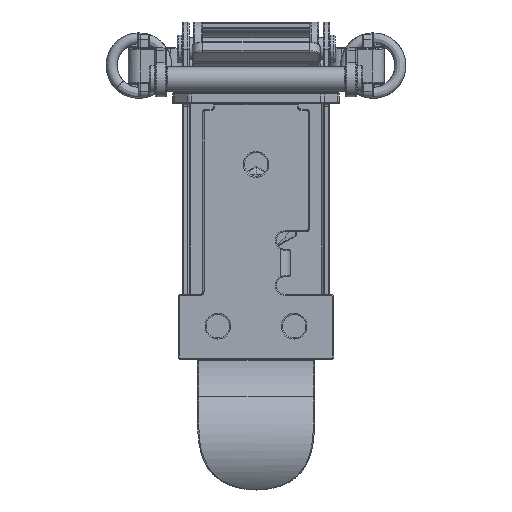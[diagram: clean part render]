
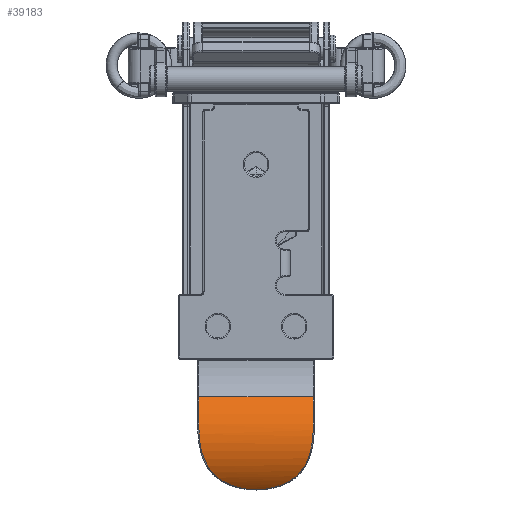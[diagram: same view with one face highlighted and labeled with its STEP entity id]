
A CAD part, front view. The second image highlights one B-rep face of the part: STEP entity #39183.
In plain terms, the highlighted cylindrical face has radius 12.467 mm (diameter 24.934 mm), a partial arc.
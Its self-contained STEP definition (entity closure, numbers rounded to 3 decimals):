
#13 = DIRECTION ( 'NONE',  ( -1., 0., 0. ) ) ;
#38 = CARTESIAN_POINT ( 'NONE',  ( -9.882, 7.663, -48.63 ) ) ;
#149 = DIRECTION ( 'NONE',  ( 0., 0., 1. ) ) ;
#300 = CARTESIAN_POINT ( 'NONE',  ( -5.917, 9.831, -53.86 ) ) ;
#599 = VERTEX_POINT ( 'NONE', #22527 ) ;
#1531 = CARTESIAN_POINT ( 'NONE',  ( 10.162, 7.526, -47.47 ) ) ;
#2292 = CARTESIAN_POINT ( 'NONE',  ( -3.841, 10.515, -54.715 ) ) ;
#2965 = CARTESIAN_POINT ( 'NONE',  ( -10.352, 7.478, -46.323 ) ) ;
#3099 = CARTESIAN_POINT ( 'NONE',  ( -10.5, 7.966, -43.206 ) ) ;
#3227 = FACE_OUTER_BOUND ( 'NONE', #36911, .T. ) ;
#5375 = CARTESIAN_POINT ( 'NONE',  ( -8.387, 8.585, -51.682 ) ) ;
#5768 = CARTESIAN_POINT ( 'NONE',  ( -10.5, 19.967, -46.585 ) ) ;
#5980 = CARTESIAN_POINT ( 'NONE',  ( -10.5, 7.966, -43.206 ) ) ;
#6176 = CARTESIAN_POINT ( 'NONE',  ( -5.257, 10.088, -54.196 ) ) ;
#7061 = CYLINDRICAL_SURFACE ( 'NONE', #33478, 12.467 ) ;
#8348 = CARTESIAN_POINT ( 'NONE',  ( 10.5, 10.718, -38.225 ) ) ;
#8434 = CARTESIAN_POINT ( 'NONE',  ( -7.681, 8.99, -52.528 ) ) ;
#9114 = CARTESIAN_POINT ( 'NONE',  ( -10.246, 7.487, -47.101 ) ) ;
#10466 = CARTESIAN_POINT ( 'NONE',  ( 0., 11.009, -55.255 ) ) ;
#11514 = CARTESIAN_POINT ( 'NONE',  ( -10.5, 7.751, -43.97 ) ) ;
#12317 = CARTESIAN_POINT ( 'NONE',  ( -10.48, 7.611, -44.747 ) ) ;
#12643 = CIRCLE ( 'NONE', #17874, 12.467 ) ;
#12723 = EDGE_CURVE ( 'NONE', #14638, #599, #22806, .T. ) ;
#13553 = CARTESIAN_POINT ( 'NONE',  ( 6.85, 9.407, -53.216 ) ) ;
#14638 = VERTEX_POINT ( 'NONE', #5980 ) ;
#14733 = CARTESIAN_POINT ( 'NONE',  ( 10.5, 7.966, -43.206 ) ) ;
#14859 = EDGE_CURVE ( 'NONE', #599, #15971, #25803, .T. ) ;
#14867 = CARTESIAN_POINT ( 'NONE',  ( 10.48, 7.612, -44.74 ) ) ;
#15971 = VERTEX_POINT ( 'NONE', #24820 ) ;
#16319 = CARTESIAN_POINT ( 'NONE',  ( 5.265, 10.071, -54.171 ) ) ;
#16474 = ORIENTED_EDGE ( 'NONE', *, *, #26496, .T. ) ;
#16576 = CARTESIAN_POINT ( 'NONE',  ( 10.5, 19.967, -46.585 ) ) ;
#16713 = CARTESIAN_POINT ( 'NONE',  ( 9.018, 8.201, -50.72 ) ) ;
#17874 = AXIS2_PLACEMENT_3D ( 'NONE', #16576, #22451, #19017 ) ;
#18570 = CARTESIAN_POINT ( 'NONE',  ( -9.501, 7.896, -49.721 ) ) ;
#19017 = DIRECTION ( 'NONE',  ( 0., 0., -1. ) ) ;
#19297 = CARTESIAN_POINT ( 'NONE',  ( 5.929, 9.816, -53.825 ) ) ;
#19427 = CARTESIAN_POINT ( 'NONE',  ( 10.386, 7.512, -45.907 ) ) ;
#19547 = CARTESIAN_POINT ( 'NONE',  ( 7.683, 8.984, -52.49 ) ) ;
#19818 = CARTESIAN_POINT ( 'NONE',  ( 9.906, 7.642, -48.608 ) ) ;
#20575 = CARTESIAN_POINT ( 'NONE',  ( -9.987, 7.606, -48.249 ) ) ;
#20933 = EDGE_CURVE ( 'NONE', #29165, #14638, #30066, .T. ) ;
#21221 = CARTESIAN_POINT ( 'NONE',  ( -0.794, 11.009, -55.255 ) ) ;
#21522 = ORIENTED_EDGE ( 'NONE', *, *, #14859, .T. ) ;
#21549 = DIRECTION ( 'NONE',  ( -1., 0., 0. ) ) ;
#22333 = CARTESIAN_POINT ( 'NONE',  ( 7.939, 8.842, -52.221 ) ) ;
#22451 = DIRECTION ( 'NONE',  ( -1., 0., 0. ) ) ;
#22527 = CARTESIAN_POINT ( 'NONE',  ( 0., 11.009, -55.255 ) ) ;
#22595 = CARTESIAN_POINT ( 'NONE',  ( 1.577, 10.945, -55.191 ) ) ;
#22806 = B_SPLINE_CURVE_WITH_KNOTS ( 'NONE', 3,
 ( #3099, #11514, #12317, #2965, #9114, #20575, #38, #24414, #18570, #27569, #30362, #32729, #5375, #8434, #26636, #300, #6176, #27302, #2292, #24688, #30762, #39373, #21221, #24284 ),
 .UNSPECIFIED., .F., .F.,
 ( 4, 2, 2, 2, 2, 2, 2, 2, 2, 2, 2, 4 ),
 ( 0., 0.002, 0.005, 0.006, 0.007, 0.008, 0.009, 0.012, 0.014, 0.015, 0.017, 0.019 ),
 .UNSPECIFIED. ) ;
#22850 = CARTESIAN_POINT ( 'NONE',  ( 10.344, 7.497, -46.298 ) ) ;
#23934 = CARTESIAN_POINT ( 'NONE',  ( 10.5, 7.752, -43.969 ) ) ;
#24284 = CARTESIAN_POINT ( 'NONE',  ( 0., 11.009, -55.255 ) ) ;
#24414 = CARTESIAN_POINT ( 'NONE',  ( -9.64, 7.808, -49.365 ) ) ;
#24688 = CARTESIAN_POINT ( 'NONE',  ( -3.094, 10.69, -54.915 ) ) ;
#24750 = LINE ( 'NONE', #24751, #29493 ) ;
#24751 = CARTESIAN_POINT ( 'NONE',  ( 10.7, 10.718, -38.225 ) ) ;
#24820 = CARTESIAN_POINT ( 'NONE',  ( 10.5, 7.966, -43.206 ) ) ;
#25388 = CARTESIAN_POINT ( 'NONE',  ( 9.674, 7.786, -49.339 ) ) ;
#25803 = B_SPLINE_CURVE_WITH_KNOTS ( 'NONE', 3,
 ( #10466, #34618, #22595, #31962, #37399, #31691, #16319, #19297, #37651, #13553, #37905, #19547, #22333, #31819, #34880, #16713, #28552, #25388, #19818, #1531, #37525, #22850, #19427, #14867, #23934, #14733 ),
 .UNSPECIFIED., .F., .F.,
 ( 4, 2, 2, 2, 2, 2, 2, 2, 2, 2, 2, 2, 4 ),
 ( 0., 0.002, 0.005, 0.006, 0.007, 0.008, 0.009, 0.011, 0.012, 0.014, 0.015, 0.017, 0.019 ),
 .UNSPECIFIED. ) ;
#26496 = EDGE_CURVE ( 'NONE', #15971, #31003, #12643, .T. ) ;
#26636 = CARTESIAN_POINT ( 'NONE',  ( -7.142, 9.276, -53.017 ) ) ;
#27022 = DIRECTION ( 'NONE',  ( 1., 0., 0. ) ) ;
#27230 = CARTESIAN_POINT ( 'NONE',  ( -10.5, 10.718, -38.225 ) ) ;
#27302 = CARTESIAN_POINT ( 'NONE',  ( -4.204, 10.415, -54.598 ) ) ;
#27569 = CARTESIAN_POINT ( 'NONE',  ( -9.184, 8.096, -50.409 ) ) ;
#28552 = CARTESIAN_POINT ( 'NONE',  ( 9.196, 8.088, -50.386 ) ) ;
#29165 = VERTEX_POINT ( 'NONE', #27230 ) ;
#29493 = VECTOR ( 'NONE', #21549, 1000. ) ;
#30066 = CIRCLE ( 'NONE', #31834, 12.467 ) ;
#30215 = CARTESIAN_POINT ( 'NONE',  ( 10.7, 19.967, -46.585 ) ) ;
#30362 = CARTESIAN_POINT ( 'NONE',  ( -9.006, 8.208, -50.741 ) ) ;
#30762 = CARTESIAN_POINT ( 'NONE',  ( -2.716, 10.765, -54.996 ) ) ;
#31003 = VERTEX_POINT ( 'NONE', #8348 ) ;
#31691 = CARTESIAN_POINT ( 'NONE',  ( 4.919, 10.192, -54.325 ) ) ;
#31819 = CARTESIAN_POINT ( 'NONE',  ( 8.409, 8.573, -51.653 ) ) ;
#31834 = AXIS2_PLACEMENT_3D ( 'NONE', #5768, #27022, #39228 ) ;
#31962 = CARTESIAN_POINT ( 'NONE',  ( 3.122, 10.7, -54.926 ) ) ;
#31978 = ORIENTED_EDGE ( 'NONE', *, *, #12723, .T. ) ;
#32729 = CARTESIAN_POINT ( 'NONE',  ( -8.606, 8.454, -51.38 ) ) ;
#33388 = EDGE_CURVE ( 'NONE', #31003, #29165, #24750, .T. ) ;
#33478 = AXIS2_PLACEMENT_3D ( 'NONE', #30215, #13, #149 ) ;
#34618 = CARTESIAN_POINT ( 'NONE',  ( 0.794, 11.009, -55.255 ) ) ;
#34880 = CARTESIAN_POINT ( 'NONE',  ( 8.624, 8.443, -51.353 ) ) ;
#35246 = ORIENTED_EDGE ( 'NONE', *, *, #33388, .T. ) ;
#36911 = EDGE_LOOP ( 'NONE', ( #21522, #16474, #35246, #38045, #31978 ) ) ;
#37399 = CARTESIAN_POINT ( 'NONE',  ( 3.862, 10.522, -54.729 ) ) ;
#37525 = CARTESIAN_POINT ( 'NONE',  ( 10.232, 7.504, -47.083 ) ) ;
#37651 = CARTESIAN_POINT ( 'NONE',  ( 6.245, 9.682, -53.635 ) ) ;
#37905 = CARTESIAN_POINT ( 'NONE',  ( 7.137, 9.267, -52.988 ) ) ;
#38045 = ORIENTED_EDGE ( 'NONE', *, *, #20933, .T. ) ;
#39183 = ADVANCED_FACE ( 'NONE', ( #3227 ), #7061, .T. ) ;
#39228 = DIRECTION ( 'NONE',  ( 0., 0., -1. ) ) ;
#39373 = CARTESIAN_POINT ( 'NONE',  ( -1.572, 10.945, -55.191 ) ) ;
